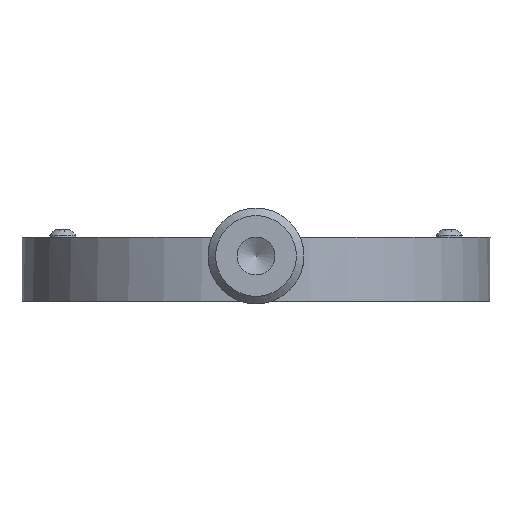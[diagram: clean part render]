
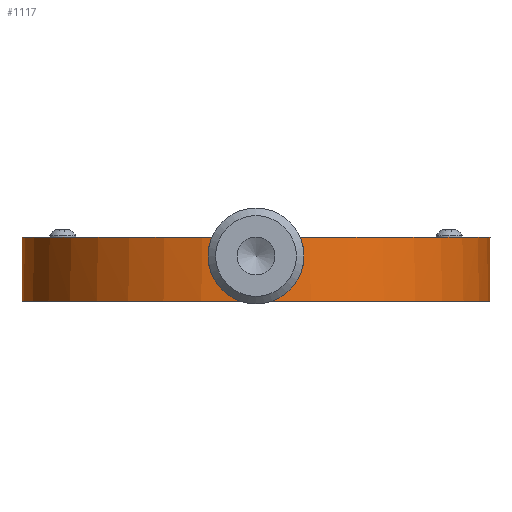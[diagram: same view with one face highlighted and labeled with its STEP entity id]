
A CAD part, front view. The second image highlights one B-rep face of the part: STEP entity #1117.
In plain terms, the highlighted cylindrical face has radius 31 mm (diameter 62 mm), a partial arc.
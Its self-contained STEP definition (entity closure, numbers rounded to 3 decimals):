
#16 = DIRECTION ( 'NONE',  ( 0., 0., 1. ) ) ;
#27 = DIRECTION ( 'NONE',  ( 0., 0., 1. ) ) ;
#29 = CIRCLE ( 'NONE', #1876, 31. ) ;
#53 = CARTESIAN_POINT ( 'NONE',  ( -2., -30.935, 8.5 ) ) ;
#57 = CARTESIAN_POINT ( 'NONE',  ( 26.847, 15.5, 8.5 ) ) ;
#90 = ORIENTED_EDGE ( 'NONE', *, *, #105, .F. ) ;
#98 = VECTOR ( 'NONE', #1459, 1000. ) ;
#105 = EDGE_CURVE ( 'NONE', #1945, #1446, #1821, .T. ) ;
#162 = CARTESIAN_POINT ( 'NONE',  ( -26.847, 15.5, 1.5 ) ) ;
#181 = DIRECTION ( 'NONE',  ( 1., 0., 0. ) ) ;
#256 = AXIS2_PLACEMENT_3D ( 'NONE', #1952, #1799, #426 ) ;
#286 = ORIENTED_EDGE ( 'NONE', *, *, #1290, .T. ) ;
#291 = VERTEX_POINT ( 'NONE', #1391 ) ;
#320 = VERTEX_POINT ( 'NONE', #337 ) ;
#337 = CARTESIAN_POINT ( 'NONE',  ( 2., -30.935, 0. ) ) ;
#345 = DIRECTION ( 'NONE',  ( 0., 0., -1. ) ) ;
#360 = AXIS2_PLACEMENT_3D ( 'NONE', #522, #345, #1725 ) ;
#412 = DIRECTION ( 'NONE',  ( 0., 0., 1. ) ) ;
#415 = LINE ( 'NONE', #1963, #1541 ) ;
#426 = DIRECTION ( 'NONE',  ( 1., 0., 0. ) ) ;
#457 = EDGE_CURVE ( 'NONE', #320, #1033, #509, .T. ) ;
#471 = CARTESIAN_POINT ( 'NONE',  ( -26.847, 15.5, 8.5 ) ) ;
#509 = LINE ( 'NONE', #1614, #516 ) ;
#516 = VECTOR ( 'NONE', #1126, 1000. ) ;
#522 = CARTESIAN_POINT ( 'NONE',  ( 0., 0., 8.5 ) ) ;
#677 = CARTESIAN_POINT ( 'NONE',  ( 2., -30.935, 8.5 ) ) ;
#720 = CARTESIAN_POINT ( 'NONE',  ( 0., 0., 0. ) ) ;
#745 = DIRECTION ( 'NONE',  ( 0., 0., 1. ) ) ;
#748 = VERTEX_POINT ( 'NONE', #827 ) ;
#827 = CARTESIAN_POINT ( 'NONE',  ( 26.847, 15.5, 1.5 ) ) ;
#907 = EDGE_CURVE ( 'NONE', #291, #1038, #415, .T. ) ;
#919 = EDGE_CURVE ( 'NONE', #1446, #1038, #1404, .T. ) ;
#964 = DIRECTION ( 'NONE',  ( 0., 0., 1. ) ) ;
#978 = CYLINDRICAL_SURFACE ( 'NONE', #360, 31. ) ;
#990 = ORIENTED_EDGE ( 'NONE', *, *, #1967, .T. ) ;
#1010 = DIRECTION ( 'NONE',  ( 1., 0., 0. ) ) ;
#1033 = VERTEX_POINT ( 'NONE', #677 ) ;
#1038 = VERTEX_POINT ( 'NONE', #53 ) ;
#1052 = ORIENTED_EDGE ( 'NONE', *, *, #1989, .F. ) ;
#1110 = CARTESIAN_POINT ( 'NONE',  ( 26.847, 15.5, 1.5 ) ) ;
#1117 = ADVANCED_FACE ( 'NONE', ( #1900 ), #978, .T. ) ;
#1126 = DIRECTION ( 'NONE',  ( 0., 0., 1. ) ) ;
#1171 = ORIENTED_EDGE ( 'NONE', *, *, #919, .F. ) ;
#1287 = ORIENTED_EDGE ( 'NONE', *, *, #907, .T. ) ;
#1290 = EDGE_CURVE ( 'NONE', #320, #291, #1343, .T. ) ;
#1319 = AXIS2_PLACEMENT_3D ( 'NONE', #1594, #964, #1628 ) ;
#1343 = CIRCLE ( 'NONE', #1611, 31. ) ;
#1360 = CARTESIAN_POINT ( 'NONE',  ( -26.847, 15.5, 1.5 ) ) ;
#1391 = CARTESIAN_POINT ( 'NONE',  ( -2., -30.935, 0. ) ) ;
#1404 = CIRCLE ( 'NONE', #256, 31. ) ;
#1446 = VERTEX_POINT ( 'NONE', #471 ) ;
#1459 = DIRECTION ( 'NONE',  ( 0., 0., 1. ) ) ;
#1517 = ORIENTED_EDGE ( 'NONE', *, *, #1842, .F. ) ;
#1541 = VECTOR ( 'NONE', #16, 1000. ) ;
#1552 = CIRCLE ( 'NONE', #1319, 31. ) ;
#1594 = CARTESIAN_POINT ( 'NONE',  ( 0., 0., 1.5 ) ) ;
#1606 = LINE ( 'NONE', #1110, #98 ) ;
#1611 = AXIS2_PLACEMENT_3D ( 'NONE', #720, #412, #1010 ) ;
#1614 = CARTESIAN_POINT ( 'NONE',  ( 2., -30.935, 0. ) ) ;
#1628 = DIRECTION ( 'NONE',  ( 1., 0., 0. ) ) ;
#1630 = VERTEX_POINT ( 'NONE', #57 ) ;
#1705 = CARTESIAN_POINT ( 'NONE',  ( 0., 0., 8.5 ) ) ;
#1707 = VECTOR ( 'NONE', #745, 1000. ) ;
#1725 = DIRECTION ( 'NONE',  ( -1., 0., 0. ) ) ;
#1767 = ORIENTED_EDGE ( 'NONE', *, *, #457, .F. ) ;
#1799 = DIRECTION ( 'NONE',  ( 0., 0., 1. ) ) ;
#1821 = LINE ( 'NONE', #1360, #1707 ) ;
#1842 = EDGE_CURVE ( 'NONE', #1033, #1630, #29, .T. ) ;
#1876 = AXIS2_PLACEMENT_3D ( 'NONE', #1705, #27, #181 ) ;
#1900 = FACE_OUTER_BOUND ( 'NONE', #1971, .T. ) ;
#1945 = VERTEX_POINT ( 'NONE', #162 ) ;
#1952 = CARTESIAN_POINT ( 'NONE',  ( 0., 0., 8.5 ) ) ;
#1963 = CARTESIAN_POINT ( 'NONE',  ( -2., -30.935, 0. ) ) ;
#1967 = EDGE_CURVE ( 'NONE', #748, #1630, #1606, .T. ) ;
#1971 = EDGE_LOOP ( 'NONE', ( #1517, #1767, #286, #1287, #1171, #90, #1052, #990 ) ) ;
#1989 = EDGE_CURVE ( 'NONE', #748, #1945, #1552, .T. ) ;
